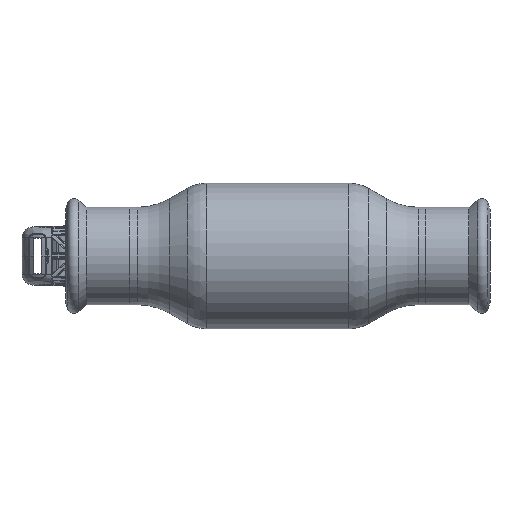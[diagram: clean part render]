
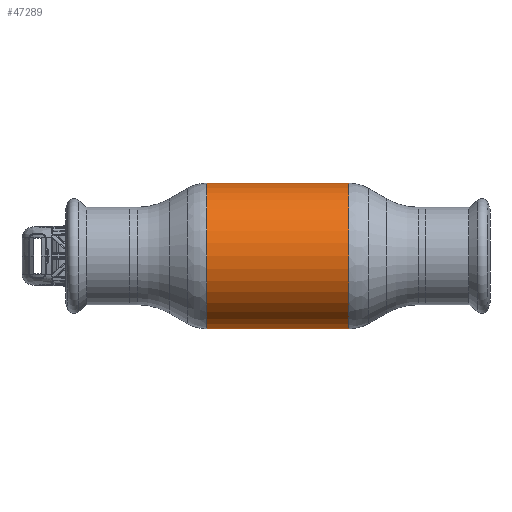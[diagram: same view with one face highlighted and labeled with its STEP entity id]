
A CAD part, front view. The second image highlights one B-rep face of the part: STEP entity #47289.
In plain terms, the highlighted cylindrical face has radius 34 mm (diameter 68 mm), a partial arc.
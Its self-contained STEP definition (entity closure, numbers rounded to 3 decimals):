
#158 = ORIENTED_EDGE ( 'NONE', *, *, #508, .T. ) ;
#508 = EDGE_CURVE ( 'NONE', #39048, #48148, #37502, .T. ) ;
#2759 = CARTESIAN_POINT ( 'NONE',  ( -62.69, 0., 34. ) ) ;
#2852 = ORIENTED_EDGE ( 'NONE', *, *, #8428, .T. ) ;
#7564 = EDGE_LOOP ( 'NONE', ( #13400, #158, #2852, #46579 ) ) ;
#8005 = DIRECTION ( 'NONE',  ( -1., 0., 0. ) ) ;
#8428 = EDGE_CURVE ( 'NONE', #48148, #51973, #46598, .T. ) ;
#8592 = CIRCLE ( 'NONE', #56572, 34. ) ;
#9941 = DIRECTION ( 'NONE',  ( -1., 0., 0. ) ) ;
#10923 = EDGE_CURVE ( 'NONE', #25762, #51973, #8592, .T. ) ;
#13292 = CARTESIAN_POINT ( 'NONE',  ( 33.177, 0., -34. ) ) ;
#13400 = ORIENTED_EDGE ( 'NONE', *, *, #52435, .F. ) ;
#14523 = CARTESIAN_POINT ( 'NONE',  ( -62.69, 0., 0. ) ) ;
#14821 = FACE_OUTER_BOUND ( 'NONE', #7564, .T. ) ;
#15809 = AXIS2_PLACEMENT_3D ( 'NONE', #14523, #9941, #30941 ) ;
#16114 = DIRECTION ( 'NONE',  ( 0., 0., 1. ) ) ;
#25762 = VERTEX_POINT ( 'NONE', #58567 ) ;
#26550 = AXIS2_PLACEMENT_3D ( 'NONE', #36216, #52546, #16114 ) ;
#26732 = VECTOR ( 'NONE', #65592, 1000. ) ;
#27030 = CARTESIAN_POINT ( 'NONE',  ( 33.177, 0., 34. ) ) ;
#28854 = CARTESIAN_POINT ( 'NONE',  ( -62.69, 0., -34. ) ) ;
#30823 = LINE ( 'NONE', #28854, #26732 ) ;
#30941 = DIRECTION ( 'NONE',  ( 0., 0., 1. ) ) ;
#31190 = DIRECTION ( 'NONE',  ( 0., 0., 1. ) ) ;
#33539 = VECTOR ( 'NONE', #8005, 1000. ) ;
#36216 = CARTESIAN_POINT ( 'NONE',  ( 33.177, 0., 0. ) ) ;
#37502 = CIRCLE ( 'NONE', #26550, 34. ) ;
#39048 = VERTEX_POINT ( 'NONE', #13292 ) ;
#44109 = CYLINDRICAL_SURFACE ( 'NONE', #15809, 34. ) ;
#46579 = ORIENTED_EDGE ( 'NONE', *, *, #10923, .F. ) ;
#46598 = LINE ( 'NONE', #2759, #33539 ) ;
#47289 = ADVANCED_FACE ( 'NONE', ( #14821 ), #44109, .T. ) ;
#48148 = VERTEX_POINT ( 'NONE', #27030 ) ;
#51973 = VERTEX_POINT ( 'NONE', #57342 ) ;
#52435 = EDGE_CURVE ( 'NONE', #39048, #25762, #30823, .T. ) ;
#52546 = DIRECTION ( 'NONE',  ( -1., 0., 0. ) ) ;
#56572 = AXIS2_PLACEMENT_3D ( 'NONE', #57401, #57169, #31190 ) ;
#57169 = DIRECTION ( 'NONE',  ( -1., 0., 0. ) ) ;
#57342 = CARTESIAN_POINT ( 'NONE',  ( -33.177, 0., 34. ) ) ;
#57401 = CARTESIAN_POINT ( 'NONE',  ( -33.177, 0., 0. ) ) ;
#58567 = CARTESIAN_POINT ( 'NONE',  ( -33.177, 0., -34. ) ) ;
#65592 = DIRECTION ( 'NONE',  ( -1., 0., 0. ) ) ;
